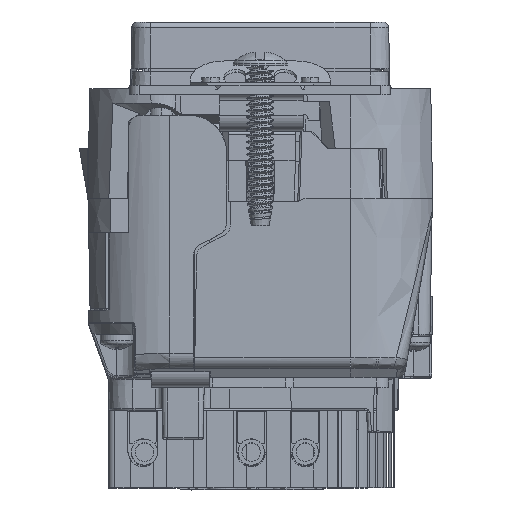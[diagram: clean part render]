
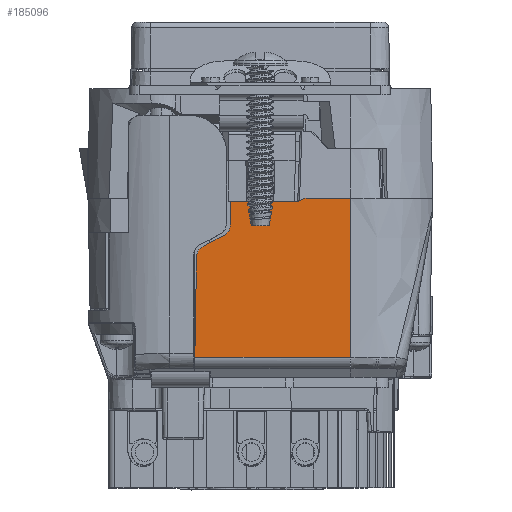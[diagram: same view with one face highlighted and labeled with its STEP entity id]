
A CAD part, top view. The second image highlights one B-rep face of the part: STEP entity #185096.
In plain terms, the highlighted planar face has unit normal (0, -0.018, 1).
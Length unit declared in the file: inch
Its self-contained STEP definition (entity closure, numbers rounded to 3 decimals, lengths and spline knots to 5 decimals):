
#735 = CARTESIAN_POINT ( 'NONE',  ( 1.57084, 1.2021, 4.54535 ) ) ;
#5432 = CARTESIAN_POINT ( 'NONE',  ( 0.79774, 1.73037, 4.55457 ) ) ;
#5798 = CARTESIAN_POINT ( 'NONE',  ( 0.96817, 1.84855, 4.55663 ) ) ;
#6112 = VERTEX_POINT ( 'NONE', #117661 ) ;
#7238 = ORIENTED_EDGE ( 'NONE', *, *, #78482, .T. ) ;
#7893 = LINE ( 'NONE', #101236, #186618 ) ;
#10634 = DIRECTION ( 'NONE',  ( -1., 0., 0. ) ) ;
#14417 = VECTOR ( 'NONE', #107688, 39.37008 ) ;
#16153 = CARTESIAN_POINT ( 'NONE',  ( 1.57051, 1.2021, 4.54535 ) ) ;
#18889 = CARTESIAN_POINT ( 'NONE',  ( 0.79732, 1.70625, 4.55415 ) ) ;
#21191 = CARTESIAN_POINT ( 'NONE',  ( 0.96817, 1.98658, 4.55904 ) ) ;
#23152 = ORIENTED_EDGE ( 'NONE', *, *, #162396, .T. ) ;
#24117 = VECTOR ( 'NONE', #110695, 39.37008 ) ;
#24368 = EDGE_CURVE ( 'NONE', #103438, #178283, #7893, .T. ) ;
#24486 = CARTESIAN_POINT ( 'NONE',  ( 0.96817, 1.86911, 4.55699 ) ) ;
#24900 = EDGE_LOOP ( 'NONE', ( #73821, #183443, #23152, #194719, #104510, #78990, #197344, #7238, #43186, #140095, #27735, #42982 ) ) ;
#27735 = ORIENTED_EDGE ( 'NONE', *, *, #34121, .F. ) ;
#30129 = VERTEX_POINT ( 'NONE', #21191 ) ;
#30751 = CARTESIAN_POINT ( 'NONE',  ( 1.57117, 1.2021, 4.54535 ) ) ;
#31651 = B_SPLINE_CURVE_WITH_KNOTS ( 'NONE', 3,
 ( #60692, #63346, #92031, #91361, #16153, #735, #30751 ),
 .UNSPECIFIED., .F., .F.,
 ( 4, 3, 4 ),
 ( 0., 0., 0.00003 ),
 .UNSPECIFIED. ) ;
#31895 = VERTEX_POINT ( 'NONE', #135217 ) ;
#34121 = EDGE_CURVE ( 'NONE', #97910, #6112, #86230, .T. ) ;
#35303 = EDGE_CURVE ( 'NONE', #184421, #109937, #50912, .T. ) ;
#35561 = FACE_OUTER_BOUND ( 'NONE', #24900, .T. ) ;
#38487 = DIRECTION ( 'NONE',  ( 0., -1., -0.017 ) ) ;
#38721 = CARTESIAN_POINT ( 'NONE',  ( 1.57017, 1.2021, 4.54535 ) ) ;
#40200 = DIRECTION ( 'NONE',  ( 0., 1., 0.017 ) ) ;
#40243 = CARTESIAN_POINT ( 'NONE',  ( 1.31071, 1.98658, 4.55904 ) ) ;
#42222 = CARTESIAN_POINT ( 'NONE',  ( 1.31093, 1.98803, 4.55907 ) ) ;
#42982 = ORIENTED_EDGE ( 'NONE', *, *, #162128, .T. ) ;
#43186 = ORIENTED_EDGE ( 'NONE', *, *, #143885, .T. ) ;
#44423 = CARTESIAN_POINT ( 'NONE',  ( 0.83321, 1.76014, 4.55509 ) ) ;
#50912 = LINE ( 'NONE', #186385, #62840 ) ;
#53463 = VERTEX_POINT ( 'NONE', #147751 ) ;
#56171 = CARTESIAN_POINT ( 'NONE',  ( 1.311, 1.98843, 4.55907 ) ) ;
#56446 = PLANE ( 'NONE',  #64553 ) ;
#59116 = VECTOR ( 'NONE', #187739, 39.37008 ) ;
#60692 = CARTESIAN_POINT ( 'NONE',  ( 1.57017, 1.2021, 4.54535 ) ) ;
#62840 = VECTOR ( 'NONE', #140364, 39.37008 ) ;
#63346 = CARTESIAN_POINT ( 'NONE',  ( 1.57017, 1.2021, 4.54535 ) ) ;
#63910 = LINE ( 'NONE', #171066, #59116 ) ;
#64073 = LINE ( 'NONE', #192075, #83112 ) ;
#64553 = AXIS2_PLACEMENT_3D ( 'NONE', #162973, #193692, #148288 ) ;
#66305 =( BOUNDED_CURVE ( )  B_SPLINE_CURVE ( 3, ( #185990, #96702, #5432, #18889 ),
 .UNSPECIFIED., .F., .F. ) 
 B_SPLINE_CURVE_WITH_KNOTS ( ( 4, 4 ),
 ( 0.41348, 1.55334 ),
 .UNSPECIFIED. ) 
 CURVE ( )  GEOMETRIC_REPRESENTATION_ITEM ( )  RATIONAL_B_SPLINE_CURVE ( ( 1., 0.895, 0.895, 1. ) ) 
 REPRESENTATION_ITEM ( '' )  );
#68622 =( BOUNDED_CURVE ( )  B_SPLINE_CURVE ( 3, ( #113081, #5798, #69083, #159568 ),
 .UNSPECIFIED., .F., .F. ) 
 B_SPLINE_CURVE_WITH_KNOTS ( ( 4, 4 ),
 ( 1.5708, 2.55667 ),
 .UNSPECIFIED. ) 
 CURVE ( )  GEOMETRIC_REPRESENTATION_ITEM ( )  RATIONAL_B_SPLINE_CURVE ( ( 1., 0.921, 0.921, 1. ) ) 
 REPRESENTATION_ITEM ( '' )  );
#69050 = EDGE_CURVE ( 'NONE', #147055, #53463, #148905, .T. ) ;
#69083 = CARTESIAN_POINT ( 'NONE',  ( 0.95844, 1.83043, 4.55632 ) ) ;
#69134 = CARTESIAN_POINT ( 'NONE',  ( 0.96817, 2.00158, 4.5593 ) ) ;
#69630 = CARTESIAN_POINT ( 'NONE',  ( 0.78852, 1.2021, 4.54535 ) ) ;
#72154 = CARTESIAN_POINT ( 'NONE',  ( 1.57117, 2.00158, 4.5593 ) ) ;
#72439 = LINE ( 'NONE', #69134, #103434 ) ;
#73821 = ORIENTED_EDGE ( 'NONE', *, *, #156794, .T. ) ;
#76014 = EDGE_CURVE ( 'NONE', #177231, #6112, #68622, .T. ) ;
#77004 = CARTESIAN_POINT ( 'NONE',  ( 1.35302, 2.00372, 4.55934 ) ) ;
#78482 = EDGE_CURVE ( 'NONE', #53463, #30129, #63910, .T. ) ;
#78990 = ORIENTED_EDGE ( 'NONE', *, *, #144897, .T. ) ;
#81392 = CARTESIAN_POINT ( 'NONE',  ( 0.79732, 1.70625, 4.55415 ) ) ;
#83112 = VECTOR ( 'NONE', #40200, 39.37008 ) ;
#86230 =( BOUNDED_CURVE ( )  B_SPLINE_CURVE ( 3, ( #44423, #164890, #90423, #120344 ),
 .UNSPECIFIED., .F., .F. ) 
 B_SPLINE_CURVE_WITH_KNOTS ( ( 4, 4 ),
 ( 3.55508, 3.72651 ),
 .UNSPECIFIED. ) 
 CURVE ( )  GEOMETRIC_REPRESENTATION_ITEM ( )  RATIONAL_B_SPLINE_CURVE ( ( 1., 0.998, 0.998, 1. ) ) 
 REPRESENTATION_ITEM ( '' )  );
#88636 = CARTESIAN_POINT ( 'NONE',  ( 1.311, 1.98843, 4.55907 ) ) ;
#90423 = CARTESIAN_POINT ( 'NONE',  ( 0.90699, 1.79637, 4.55572 ) ) ;
#91361 = CARTESIAN_POINT ( 'NONE',  ( 1.57019, 1.2021, 4.54535 ) ) ;
#92031 = CARTESIAN_POINT ( 'NONE',  ( 1.57018, 1.2021, 4.54535 ) ) ;
#94881 = CARTESIAN_POINT ( 'NONE',  ( 1.34713, 2.00158, 4.5593 ) ) ;
#96702 = CARTESIAN_POINT ( 'NONE',  ( 0.81111, 1.75045, 4.55492 ) ) ;
#97910 = VERTEX_POINT ( 'NONE', #155023 ) ;
#101236 = CARTESIAN_POINT ( 'NONE',  ( 1.57117, 2.00158, 4.5593 ) ) ;
#103434 = VECTOR ( 'NONE', #38487, 39.37008 ) ;
#103438 = VERTEX_POINT ( 'NONE', #72154 ) ;
#104510 = ORIENTED_EDGE ( 'NONE', *, *, #24368, .T. ) ;
#107072 = EDGE_CURVE ( 'NONE', #31895, #103438, #64073, .T. ) ;
#107688 = DIRECTION ( 'NONE',  ( -0.94, -0.342, -0.006 ) ) ;
#109937 = VERTEX_POINT ( 'NONE', #38721 ) ;
#110695 = DIRECTION ( 'NONE',  ( -0.017, -1., -0.017 ) ) ;
#113081 = CARTESIAN_POINT ( 'NONE',  ( 0.96817, 1.86911, 4.55699 ) ) ;
#113271 = CARTESIAN_POINT ( 'NONE',  ( 0.78759, 1.14884, 4.54442 ) ) ;
#117661 = CARTESIAN_POINT ( 'NONE',  ( 0.94129, 1.81908, 4.55612 ) ) ;
#120344 = CARTESIAN_POINT ( 'NONE',  ( 0.94129, 1.81908, 4.55612 ) ) ;
#121557 = LINE ( 'NONE', #77004, #14417 ) ;
#135217 = CARTESIAN_POINT ( 'NONE',  ( 1.57117, 1.2021, 4.54535 ) ) ;
#140095 = ORIENTED_EDGE ( 'NONE', *, *, #76014, .T. ) ;
#140364 = DIRECTION ( 'NONE',  ( 1., 0., 0. ) ) ;
#143885 = EDGE_CURVE ( 'NONE', #30129, #177231, #72439, .T. ) ;
#144897 = EDGE_CURVE ( 'NONE', #178283, #147055, #121557, .T. ) ;
#147055 = VERTEX_POINT ( 'NONE', #88636 ) ;
#147751 = CARTESIAN_POINT ( 'NONE',  ( 1.31071, 1.98658, 4.55904 ) ) ;
#148288 = DIRECTION ( 'NONE',  ( 0., -1., -0.017 ) ) ;
#148905 = B_SPLINE_CURVE_WITH_KNOTS ( 'NONE', 3,
 ( #56171, #42222, #179351, #40243 ),
 .UNSPECIFIED., .F., .F.,
 ( 4, 4 ),
 ( 0., 1. ),
 .UNSPECIFIED. ) ;
#155023 = CARTESIAN_POINT ( 'NONE',  ( 0.83321, 1.76014, 4.55509 ) ) ;
#156794 = EDGE_CURVE ( 'NONE', #192728, #184421, #169298, .T. ) ;
#159568 = CARTESIAN_POINT ( 'NONE',  ( 0.94129, 1.81908, 4.55612 ) ) ;
#162128 = EDGE_CURVE ( 'NONE', #97910, #192728, #66305, .T. ) ;
#162396 = EDGE_CURVE ( 'NONE', #109937, #31895, #31651, .T. ) ;
#162973 = CARTESIAN_POINT ( 'NONE',  ( 1.57117, 2.00158, 4.5593 ) ) ;
#164890 = CARTESIAN_POINT ( 'NONE',  ( 0.87088, 1.77667, 4.55538 ) ) ;
#169298 = LINE ( 'NONE', #113271, #24117 ) ;
#171066 = CARTESIAN_POINT ( 'NONE',  ( 1.57117, 1.98658, 4.55904 ) ) ;
#177231 = VERTEX_POINT ( 'NONE', #24486 ) ;
#178283 = VERTEX_POINT ( 'NONE', #94881 ) ;
#179351 = CARTESIAN_POINT ( 'NONE',  ( 1.31077, 1.987, 4.55905 ) ) ;
#183443 = ORIENTED_EDGE ( 'NONE', *, *, #35303, .T. ) ;
#184421 = VERTEX_POINT ( 'NONE', #69630 ) ;
#185096 = ADVANCED_FACE ( 'NONE', ( #35561 ), #56446, .T. ) ;
#185990 = CARTESIAN_POINT ( 'NONE',  ( 0.83321, 1.76014, 4.55509 ) ) ;
#186385 = CARTESIAN_POINT ( 'NONE',  ( 1.57117, 1.2021, 4.54535 ) ) ;
#186618 = VECTOR ( 'NONE', #10634, 39.37008 ) ;
#187739 = DIRECTION ( 'NONE',  ( -1., 0., 0. ) ) ;
#192075 = CARTESIAN_POINT ( 'NONE',  ( 1.57117, 2.00158, 4.5593 ) ) ;
#192728 = VERTEX_POINT ( 'NONE', #81392 ) ;
#193692 = DIRECTION ( 'NONE',  ( 0., -0.017, 1. ) ) ;
#194719 = ORIENTED_EDGE ( 'NONE', *, *, #107072, .T. ) ;
#197344 = ORIENTED_EDGE ( 'NONE', *, *, #69050, .T. ) ;
